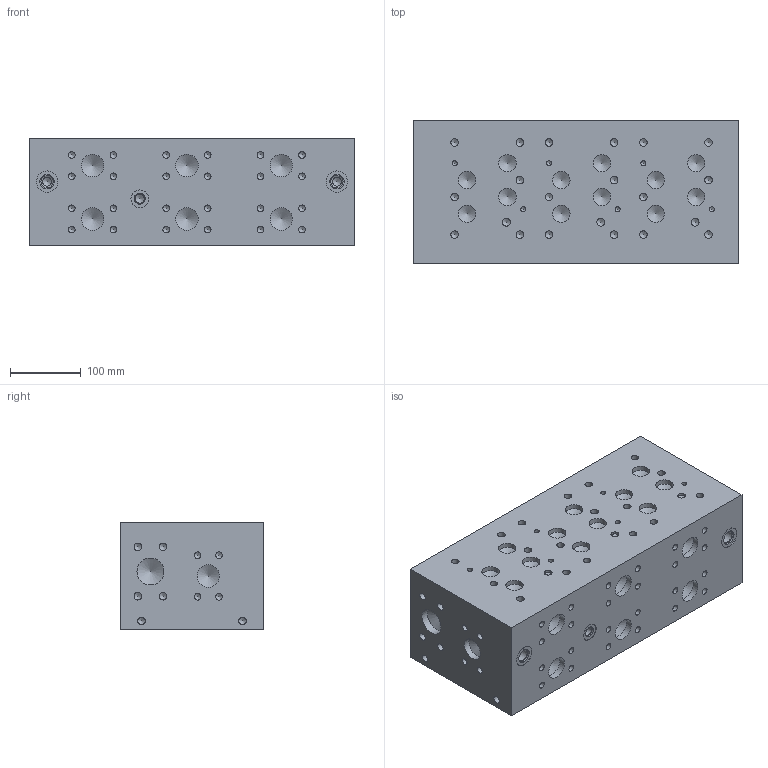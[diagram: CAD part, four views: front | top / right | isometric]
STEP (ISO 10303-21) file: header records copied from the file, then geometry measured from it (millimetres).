
FILE_DESCRIPTION((''),'2;1');
FILE_NAME('AD08HP035F.stp','2012-02-24T11:06:22',('juliea'),(''),'Autodesk Inventor 2012','Autodesk Inventor 2012','');
FILE_SCHEMA(('AUTOMOTIVE_DESIGN { 1 0 10303 214 1 1 1 1 }'));
Length unit declared in the file: millimetre
Products named in the file (1): AD08HP035F_3D
Bounding box: 460.38 x 203.2 x 152.4 mm (x, y, z)
Volume: 13905252 mm3; surface area: 478770.3 mm2
Topology: 1 solids, 1 shells, 216 faces, 522 edges, 314 vertices
Faces by surface type: cylinder 105, cone 99, plane 12
Full cylindrical faces by diameter (mm): 7.137 x6, 9.347 x32, 10.719 x30, 11.125 x3, 12.294 x1, 12.7 x2, 12.9 x1, 15.596 x1, 17.501 x2, 20.599 x2, 24.613 x12, 25.019 x1, 30.251 x2, 31.75 x8, 38.1 x2
Entity records: 4382 total; most frequent: DIRECTION 866, CARTESIAN_POINT 657, ORIENTED_EDGE 444, AXIS2_PLACEMENT_3D 427, EDGE_LOOP 426, EDGE_CURVE 222, VERTEX_POINT 218, FACE_OUTER_BOUND 216
